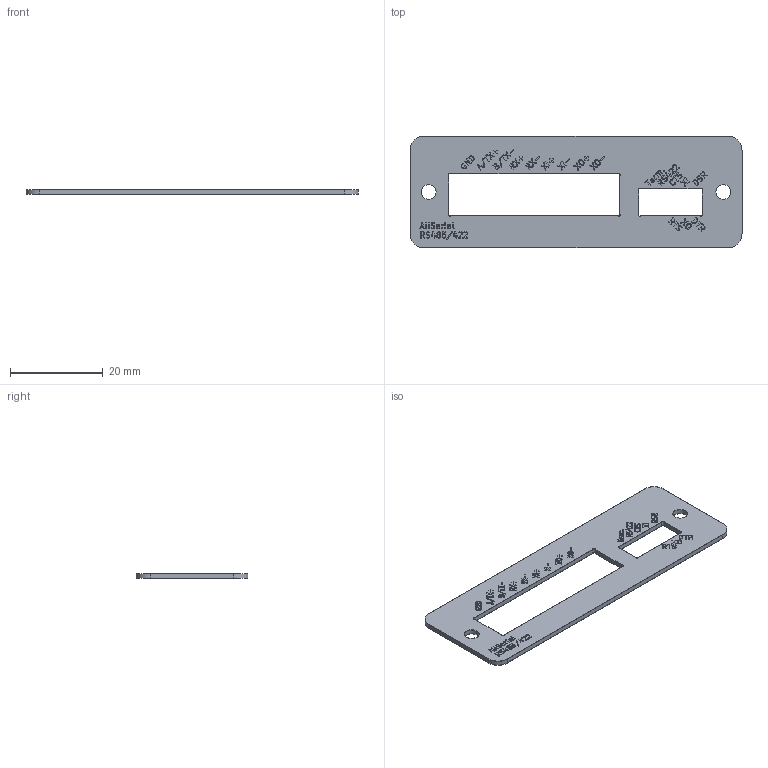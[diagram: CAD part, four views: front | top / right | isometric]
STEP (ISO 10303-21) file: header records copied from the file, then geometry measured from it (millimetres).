
FILE_DESCRIPTION(('KiCad electronic assembly'),'2;1');
FILE_NAME('AllSerial_RS485_422_Front.step','2025-07-11T20:27:33',( 'Pcbnew'),('Kicad'),'Open CASCADE STEP processor 7.8', 'KiCad to STEP converter','Unknown');
FILE_SCHEMA(('AUTOMOTIVE_DESIGN { 1 0 10303 214 1 1 1 1 }'));
Length unit declared in the file: millimetre
Products named in the file (5): AllSerial_RS485_422_Front 1; AllSerial_RS485_422_Front_copper; AllSerial_RS485_422_Front_silkscreen; AllSerial_RS485_422_Front_soldermask; AllSerial_RS485_422_Front_PCB
Assembly tree (4 placements, depth 2):
  AllSerial_RS485_422_Front 1
    AllSerial_RS485_422_Front_copper
    AllSerial_RS485_422_Front_silkscreen
    AllSerial_RS485_422_Front_soldermask
    AllSerial_RS485_422_Front_PCB
Bounding box: 71.5 x 24 x 1.12 mm (x, y, z)
Volume: 1283.5 mm3; surface area: 5447.2 mm2
Topology: 87 solids, 152 shells, 1726 faces, 6826 edges, 5339 vertices
Faces by surface type: plane 1338, cylinder 388
Full cylindrical faces by diameter (mm): 3.2 x2
Entity records: 73049 total; most frequent: CARTESIAN_POINT 13896, DIRECTION 11628, ORIENTED_EDGE 11287, EDGE_CURVE 6826, LINE 5486, VECTOR 5486, VERTEX_POINT 5339, AXIS2_PLACEMENT_3D 3071
